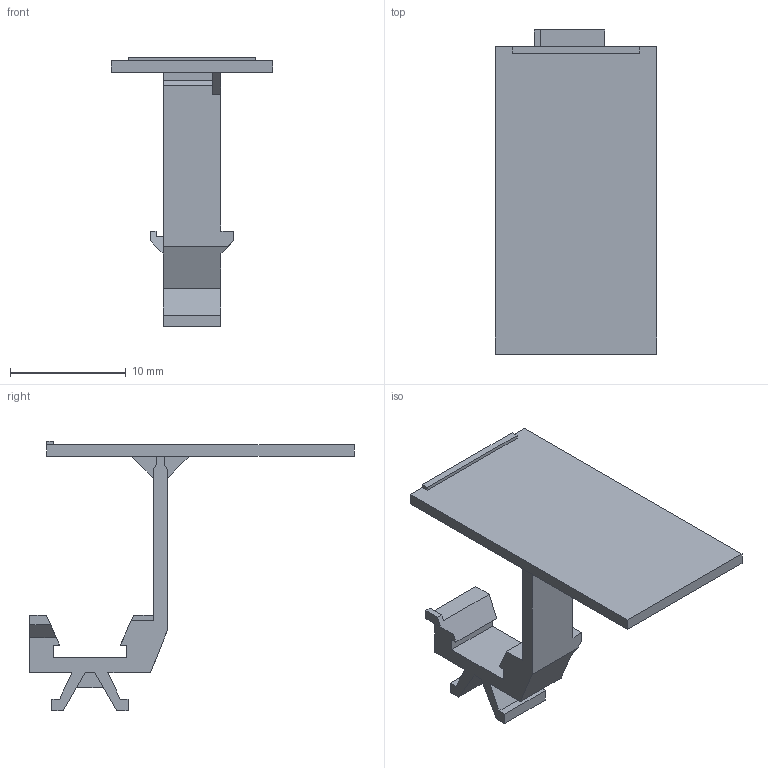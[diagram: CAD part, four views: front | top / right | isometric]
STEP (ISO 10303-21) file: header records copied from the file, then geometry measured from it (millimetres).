
FILE_DESCRIPTION(('Creo Elements/Direct Modeling STEP Export'),'2;1');
FILE_NAME('model.stp','2018-07-03T11:16:34',(''),(''),'Creo Elements/Direct Modeling STEP processor for AP214 (Solid Model)','Creo Elements/Direct Modeling 18.1I 14-Aug-2016 (C) Parametric Technology GmbH','');
FILE_SCHEMA(('AUTOMOTIVE_DESIGN { 1 0 10303 214 1 1 1 1 }'));
Length unit declared in the file: millimetre
Products named in the file (2): GBS_5_25x12-select
Assembly tree (1 placements, depth 2):
  GBS_5_25x12-select
    GBS_5_25x12-select
Bounding box: 14 x 28.05 x 23.3 mm (x, y, z)
Volume: 658.4 mm3; surface area: 1372.8 mm2
Topology: 1 solids, 1 shells, 59 faces, 168 edges, 112 vertices
Faces by surface type: plane 59
Entity records: 2389 total; most frequent: CARTESIAN_POINT 339, ORIENTED_EDGE 336, DIRECTION 286, VECTOR 168, LINE 168, EDGE_CURVE 168, VERTEX_POINT 112, EDGE_LOOP 60
